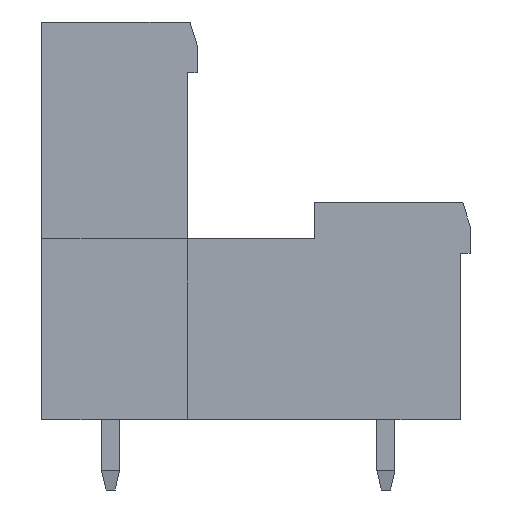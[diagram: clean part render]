
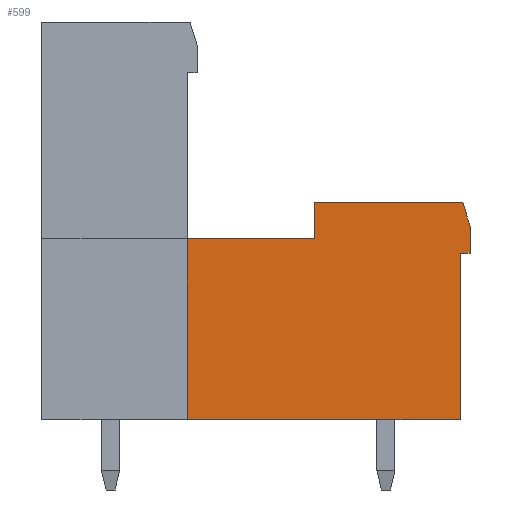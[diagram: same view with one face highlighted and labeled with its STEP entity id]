
A CAD part, left-side view. The second image highlights one B-rep face of the part: STEP entity #599.
In plain terms, the highlighted planar face has unit normal (-1, 0, 0).
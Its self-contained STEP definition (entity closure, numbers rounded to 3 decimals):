
#599 = ADVANCED_FACE( '', ( #1216 ), #1217, .F. );
#1216 = FACE_OUTER_BOUND( '', #1860, .T. );
#1217 = PLANE( '', #1861 );
#1860 = EDGE_LOOP( '', ( #3399, #3400, #3401, #3402, #3403, #3404, #3405, #3406, #3407 ) );
#1861 = AXIS2_PLACEMENT_3D( '', #3408, #3409, #3410 );
#3399 = ORIENTED_EDGE( '', *, *, #4061, .F. );
#3400 = ORIENTED_EDGE( '', *, *, #4653, .T. );
#3401 = ORIENTED_EDGE( '', *, *, #4625, .F. );
#3402 = ORIENTED_EDGE( '', *, *, #4561, .F. );
#3403 = ORIENTED_EDGE( '', *, *, #4654, .F. );
#3404 = ORIENTED_EDGE( '', *, *, #4333, .F. );
#3405 = ORIENTED_EDGE( '', *, *, #4655, .T. );
#3406 = ORIENTED_EDGE( '', *, *, #4011, .T. );
#3407 = ORIENTED_EDGE( '', *, *, #4656, .T. );
#3408 = CARTESIAN_POINT( '', ( -3.54, -4.3, 1. ) );
#3409 = DIRECTION( '', ( 1., 0., 0. ) );
#3410 = DIRECTION( '', ( 0., 1., 0. ) );
#4011 = EDGE_CURVE( '', #4798, #4799, #4800, .T. );
#4061 = EDGE_CURVE( '', #4885, #4887, #4888, .T. );
#4333 = EDGE_CURVE( '', #5342, #5344, #5345, .T. );
#4561 = EDGE_CURVE( '', #5673, #5674, #5675, .T. );
#4625 = EDGE_CURVE( '', #5674, #5758, #5759, .T. );
#4653 = EDGE_CURVE( '', #4885, #5758, #5792, .T. );
#4654 = EDGE_CURVE( '', #5344, #5673, #5793, .T. );
#4655 = EDGE_CURVE( '', #5342, #4798, #5794, .T. );
#4656 = EDGE_CURVE( '', #4799, #4887, #5795, .T. );
#4798 = VERTEX_POINT( '', #5958 );
#4799 = VERTEX_POINT( '', #5959 );
#4800 = LINE( '', #5960, #5961 );
#4885 = VERTEX_POINT( '', #6079 );
#4887 = VERTEX_POINT( '', #6082 );
#4888 = LINE( '', #6083, #6084 );
#5342 = VERTEX_POINT( '', #6753 );
#5344 = VERTEX_POINT( '', #6756 );
#5345 = LINE( '', #6757, #6758 );
#5673 = VERTEX_POINT( '', #7231 );
#5674 = VERTEX_POINT( '', #7232 );
#5675 = LINE( '', #7233, #7234 );
#5758 = VERTEX_POINT( '', #7359 );
#5759 = LINE( '', #7360, #7361 );
#5792 = LINE( '', #7411, #7412 );
#5793 = LINE( '', #7413, #7414 );
#5794 = LINE( '', #7415, #7416 );
#5795 = LINE( '', #7417, #7418 );
#5958 = CARTESIAN_POINT( '', ( -3.54, -18.85, -11. ) );
#5959 = CARTESIAN_POINT( '', ( -3.54, -18.85, -1.8 ) );
#5960 = CARTESIAN_POINT( '', ( -3.54, -18.85, -11. ) );
#5961 = VECTOR( '', #7604, 1000. );
#6079 = CARTESIAN_POINT( '', ( -3.54, -19.4, -0.3 ) );
#6082 = CARTESIAN_POINT( '', ( -3.54, -19.4, -1.8 ) );
#6083 = CARTESIAN_POINT( '', ( -3.54, -19.4, 1. ) );
#6084 = VECTOR( '', #7660, 1000. );
#6753 = CARTESIAN_POINT( '', ( -3.54, -3.75, -11. ) );
#6756 = CARTESIAN_POINT( '', ( -3.54, -3.75, -1. ) );
#6757 = CARTESIAN_POINT( '', ( -3.54, -3.75, -36.522 ) );
#6758 = VECTOR( '', #7895, 1000. );
#7231 = CARTESIAN_POINT( '', ( -3.54, -10.8, -1. ) );
#7232 = CARTESIAN_POINT( '', ( -3.54, -10.8, 1. ) );
#7233 = CARTESIAN_POINT( '', ( -3.54, -10.8, 1. ) );
#7234 = VECTOR( '', #8119, 1000. );
#7359 = CARTESIAN_POINT( '', ( -3.54, -19., 1. ) );
#7360 = CARTESIAN_POINT( '', ( -3.54, -4.3, 1. ) );
#7361 = VECTOR( '', #8168, 1000. );
#7411 = CARTESIAN_POINT( '', ( -3.54, -19., 1. ) );
#7412 = VECTOR( '', #8186, 1000. );
#7413 = CARTESIAN_POINT( '', ( -3.54, -4.3, -1. ) );
#7414 = VECTOR( '', #8187, 1000. );
#7415 = CARTESIAN_POINT( '', ( -3.54, -4.3, -11. ) );
#7416 = VECTOR( '', #8188, 1000. );
#7417 = CARTESIAN_POINT( '', ( -3.54, -18.85, -1.8 ) );
#7418 = VECTOR( '', #8189, 1000. );
#7604 = DIRECTION( '', ( 0., 0., 1. ) );
#7660 = DIRECTION( '', ( 0., 0., -1. ) );
#7895 = DIRECTION( '', ( 0., 0., 1. ) );
#8119 = DIRECTION( '', ( 0., 0., 1. ) );
#8168 = DIRECTION( '', ( 0., -1., 0. ) );
#8186 = DIRECTION( '', ( 0., 0.294, 0.956 ) );
#8187 = DIRECTION( '', ( 0., -1., 0. ) );
#8188 = DIRECTION( '', ( 0., -1., 0. ) );
#8189 = DIRECTION( '', ( 0., -1., 0. ) );
